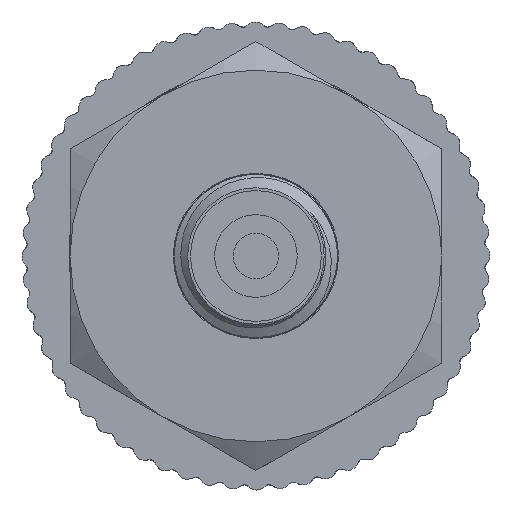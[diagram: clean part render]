
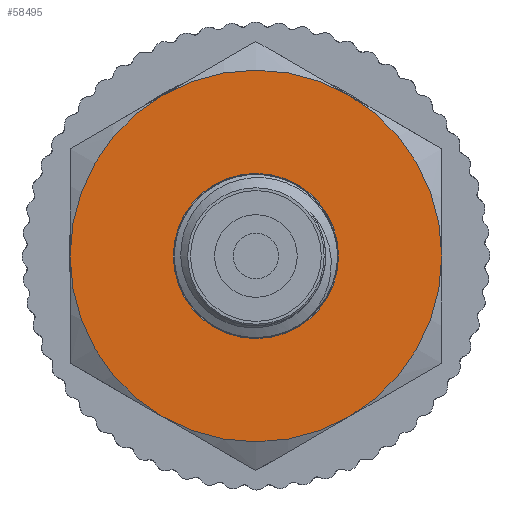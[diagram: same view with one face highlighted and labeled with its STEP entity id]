
A CAD part, left-side view. The second image highlights one B-rep face of the part: STEP entity #58495.
In plain terms, the highlighted face is planar.
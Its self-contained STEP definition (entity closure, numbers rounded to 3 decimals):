
#4459=FACE_BOUND('',#15312,.T.);
#7603=PLANE('',#66234);
#11391=FACE_OUTER_BOUND('',#15311,.T.);
#15311=EDGE_LOOP('',(#54345));
#15312=EDGE_LOOP('',(#54346));
#16048=CIRCLE('',#66233,13.5);
#16049=CIRCLE('',#66235,6.);
#27860=VERTEX_POINT('',#130600);
#27861=VERTEX_POINT('',#130604);
#36692=EDGE_CURVE('',#27860,#27860,#16048,.T.);
#36694=EDGE_CURVE('',#27861,#27861,#16049,.T.);
#54345=ORIENTED_EDGE('',*,*,#36692,.T.);
#54346=ORIENTED_EDGE('',*,*,#36694,.F.);
#58495=ADVANCED_FACE('',(#11391,#4459),#7603,.T.);
#66233=AXIS2_PLACEMENT_3D('',#130601,#84007,#84008);
#66234=AXIS2_PLACEMENT_3D('',#130603,#84010,#84011);
#66235=AXIS2_PLACEMENT_3D('',#130605,#84012,#84013);
#84007=DIRECTION('center_axis',(1.,0.,0.));
#84008=DIRECTION('ref_axis',(0.,0.,-1.));
#84010=DIRECTION('center_axis',(1.,0.,0.));
#84011=DIRECTION('ref_axis',(0.,0.,-1.));
#84012=DIRECTION('center_axis',(1.,0.,0.));
#84013=DIRECTION('ref_axis',(0.,0.,-1.));
#130600=CARTESIAN_POINT('',(-11.,-13.5,0.));
#130601=CARTESIAN_POINT('Origin',(-11.,0.,0.));
#130603=CARTESIAN_POINT('Origin',(-11.,6.,0.));
#130604=CARTESIAN_POINT('',(-11.,0.,6.));
#130605=CARTESIAN_POINT('Origin',(-11.,0.,0.));
